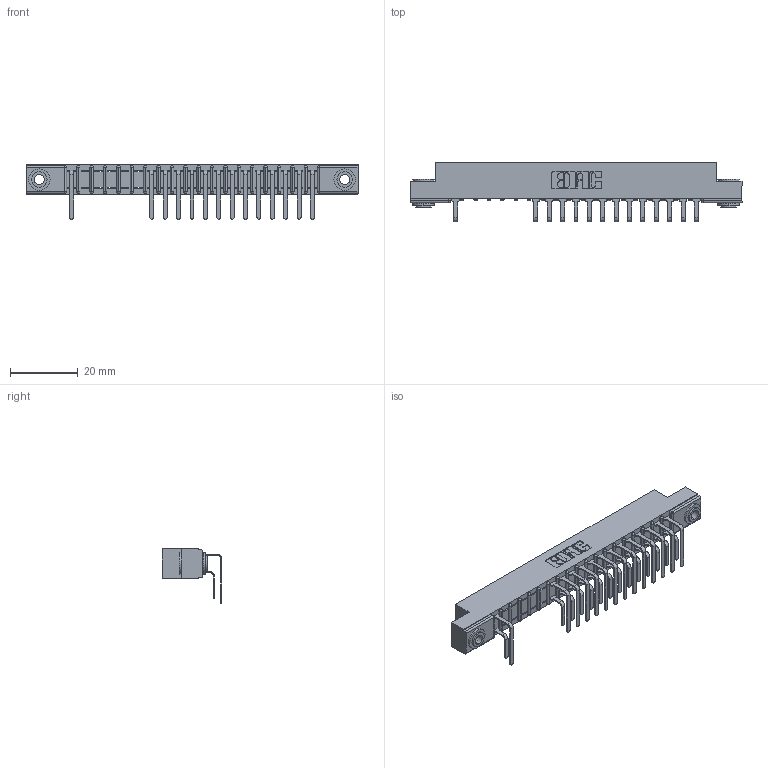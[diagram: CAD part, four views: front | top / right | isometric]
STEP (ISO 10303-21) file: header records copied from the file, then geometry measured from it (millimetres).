
FILE_DESCRIPTION (( 'STEP AP203' ), '1' );
FILE_NAME ('357-019-559-103.STEP', '2018-08-08T06:38:48', ( '' ), ( '' ), 'SwSTEP 2.0', 'SolidWorks 2016', '' );
FILE_SCHEMA (( 'CONFIG_CONTROL_DESIGN' ));
Length unit declared in the file: inch
Products named in the file (5): 307 Part_.156 Dia Mounting Holes; 307-290-001_558 559 - 1 (Single); 307-290-001_559 - 2 (Single); 345-250-002_345-250-002-102; 357-019-559-103
Assembly tree (31 placements, depth 2):
  357-019-559-103
    307 Part_.156 Dia Mounting Holes
    307-290-001_558 559 - 1 (Single)  x14
    307-290-001_559 - 2 (Single)  x14
    345-250-002_345-250-002-102  x2
Bounding box: 98.3 x 17.69 x 16.08 mm (x, y, z)
Volume: 6426 mm3; surface area: 11375 mm2
Topology: 31 solids, 31 shells, 1690 faces, 4731 edges, 3058 vertices
Faces by surface type: plane 1078, cylinder 564, sphere 40, cone 8
Entity records: 21924 total; most frequent: CARTESIAN_POINT 3620, ORIENTED_EDGE 3586, DIRECTION 3559, EDGE_CURVE 1793, VECTOR 1357, LINE 1357, VERTEX_POINT 1162, AXIS2_PLACEMENT_3D 1101
